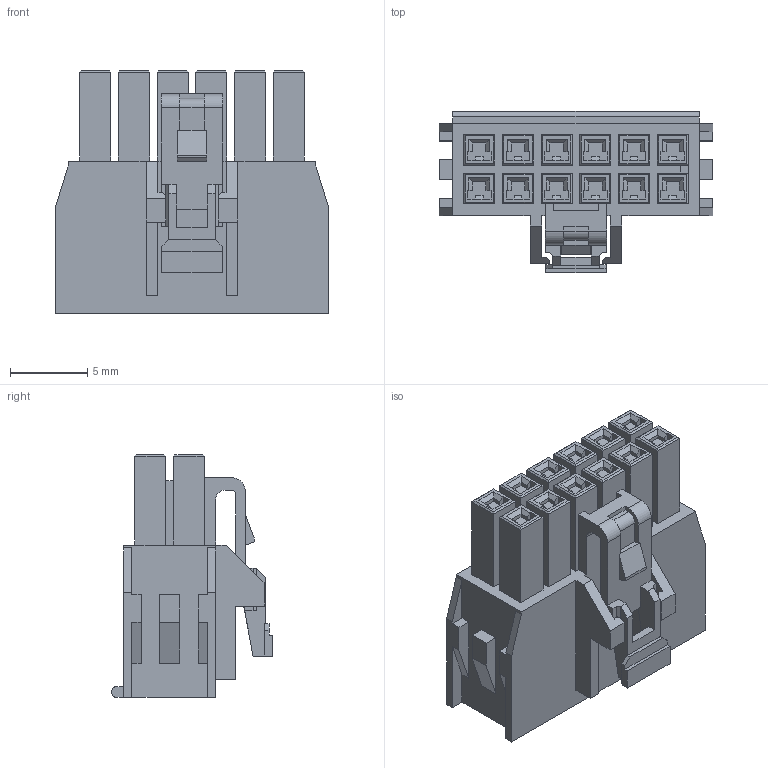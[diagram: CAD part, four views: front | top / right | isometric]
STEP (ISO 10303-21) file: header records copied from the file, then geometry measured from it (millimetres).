
FILE_DESCRIPTION(/* description */ (''),/* implementation_level */ '2;1');
FILE_NAME(/* name */ '1053081212wbm000_01_214.stp',/* time_stamp */ '2021-10-06T18:39:18+05:00',/* author */ (''),/* organization */ (''),/* preprocessor_version */ 'ST-DEVELOPER v16.7',/* originating_system */ 'SIEMENS PLM Software NX 1919',/* authorisation */ '');
FILE_SCHEMA (('AUTOMOTIVE_DESIGN { 1 0 10303 214 3 1 1 1 }'));
Length unit declared in the file: millimetre
Products named in the file (1): 1053081212wbm000_01
Bounding box: 17.7 x 10.41 x 15.7 mm (x, y, z)
Volume: 1281.7 mm3; surface area: 1603.9 mm2
Topology: 1 solids, 1 shells, 611 faces, 1548 edges, 974 vertices
Faces by surface type: plane 605, cylinder 6
Entity records: 17790 total; most frequent: CARTESIAN_POINT 3134, ORIENTED_EDGE 3096, DIRECTION 2784, EDGE_CURVE 1548, LINE 1536, VECTOR 1536, VERTEX_POINT 974, EDGE_LOOP 648
